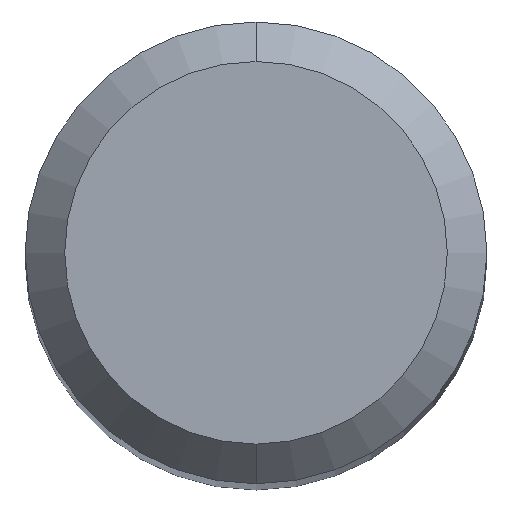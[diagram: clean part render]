
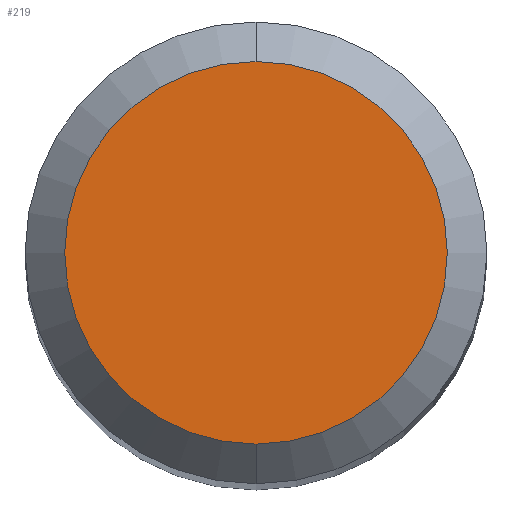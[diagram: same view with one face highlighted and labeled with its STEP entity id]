
A CAD part, top view. The second image highlights one B-rep face of the part: STEP entity #219.
In plain terms, the highlighted planar face has unit normal (0, 0, 1).
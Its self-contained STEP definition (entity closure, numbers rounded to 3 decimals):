
#219=ADVANCED_FACE('',(#444),#445,.T.);
#235=VERTEX_POINT('',#463);
#269=EDGE_CURVE('',#235,#281,#503,.T.);
#281=VERTEX_POINT('',#517);
#307=EDGE_CURVE('',#281,#235,#546,.T.);
#444=FACE_OUTER_BOUND('',#706,.T.);
#445=PLANE('',#707);
#463=CARTESIAN_POINT('',(0.,-1.45,0.0));
#503=CIRCLE('',#782,1.45);
#517=CARTESIAN_POINT('',(0.0,1.45,0.0));
#546=CIRCLE('',#836,1.45);
#706=EDGE_LOOP('',(#989,#990));
#707=AXIS2_PLACEMENT_3D('',#991,#992,#993);
#782=AXIS2_PLACEMENT_3D('',#1073,#1074,#1075);
#836=AXIS2_PLACEMENT_3D('',#1126,#1127,#1128);
#989=ORIENTED_EDGE('',*,*,#307,.F.);
#990=ORIENTED_EDGE('',*,*,#269,.F.);
#991=CARTESIAN_POINT('',(0.0,0.725,0.0));
#992=DIRECTION('',(-0.0,0.0,1.0));
#993=DIRECTION('',(0.0,-1.0,0.0));
#1073=CARTESIAN_POINT('',(0.0,0.0,0.0));
#1074=DIRECTION('',(0.0,0.0,-1.0));
#1075=DIRECTION('',(0.0,1.0,0.0));
#1126=CARTESIAN_POINT('',(0.0,0.0,0.0));
#1127=DIRECTION('',(0.0,0.0,-1.0));
#1128=DIRECTION('',(0.0,1.0,0.0));
